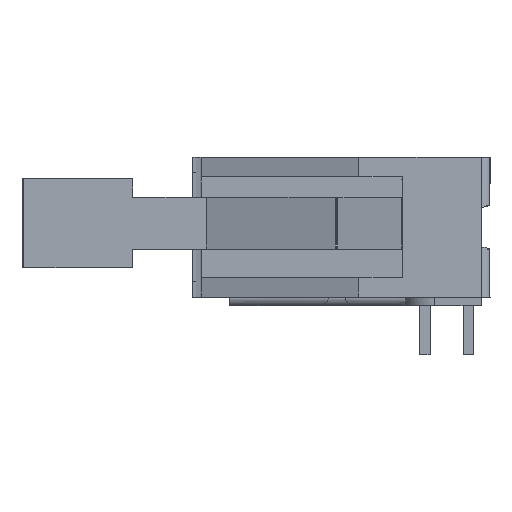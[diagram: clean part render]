
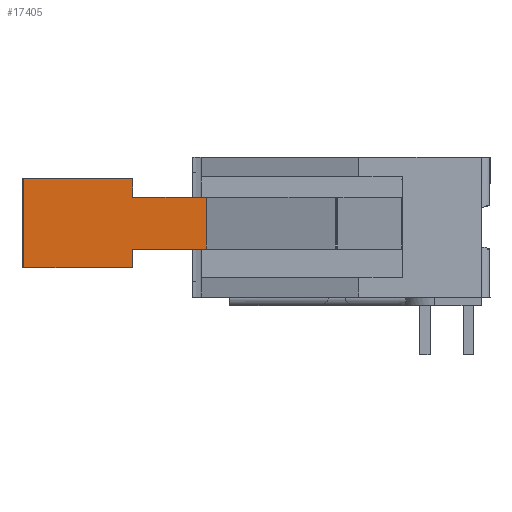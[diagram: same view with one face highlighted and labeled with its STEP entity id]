
A CAD part, left-side view. The second image highlights one B-rep face of the part: STEP entity #17405.
In plain terms, the highlighted planar face has unit normal (-1, 0, 0).
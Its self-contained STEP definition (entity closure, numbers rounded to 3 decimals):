
#168=B_SPLINE_CURVE_WITH_KNOTS($,1,(#25858,#25859),.UNSPECIFIED.,.F.,.F.,
(2,2),(0.,1.),.UNSPECIFIED.);
#169=B_SPLINE_CURVE_WITH_KNOTS($,1,(#25861,#25862),.UNSPECIFIED.,.F.,.F.,
(2,2),(0.,0.973),.UNSPECIFIED.);
#170=B_SPLINE_CURVE_WITH_KNOTS($,1,(#25866,#25867),.UNSPECIFIED.,.F.,.F.,
(2,2),(0.027,1.),.UNSPECIFIED.);
#171=B_SPLINE_CURVE_WITH_KNOTS($,1,(#25868,#25869),.UNSPECIFIED.,.F.,.F.,
(2,2),(0.,1.),.UNSPECIFIED.);
#172=B_SPLINE_CURVE_WITH_KNOTS($,1,(#25870,#25871),.UNSPECIFIED.,.F.,.F.,
(2,2),(0.,1.),.UNSPECIFIED.);
#451=FACE_OUTER_BOUND($,#1561,.T.);
#1561=EDGE_LOOP($,(#12244,#12245,#12246,#12247,#12248,#12249,#12250,#12251));
#2952=LINE($,#25837,#5277);
#2958=LINE($,#25856,#5283);
#2959=LINE($,#25864,#5284);
#5277=VECTOR($,#20617,4.281);
#5283=VECTOR($,#20633,4.281);
#5284=VECTOR($,#20634,5.182);
#7524=VERTEX_POINT($,#25835);
#7525=VERTEX_POINT($,#25836);
#7532=VERTEX_POINT($,#25854);
#7533=VERTEX_POINT($,#25855);
#7534=VERTEX_POINT($,#25857);
#7535=VERTEX_POINT($,#25860);
#7536=VERTEX_POINT($,#25863);
#7537=VERTEX_POINT($,#25865);
#9312=EDGE_CURVE($,#7524,#7525,#2952,.T.);
#9322=EDGE_CURVE($,#7532,#7533,#2958,.T.);
#9323=EDGE_CURVE($,#7533,#7534,#168,.T.);
#9324=EDGE_CURVE($,#7534,#7535,#169,.T.);
#9325=EDGE_CURVE($,#7535,#7536,#2959,.T.);
#9326=EDGE_CURVE($,#7536,#7537,#170,.T.);
#9327=EDGE_CURVE($,#7525,#7537,#171,.T.);
#9328=EDGE_CURVE($,#7524,#7532,#172,.T.);
#12244=ORIENTED_EDGE($,*,*,#9322,.T.);
#12245=ORIENTED_EDGE($,*,*,#9323,.T.);
#12246=ORIENTED_EDGE($,*,*,#9324,.T.);
#12247=ORIENTED_EDGE($,*,*,#9325,.T.);
#12248=ORIENTED_EDGE($,*,*,#9326,.T.);
#12249=ORIENTED_EDGE($,*,*,#9327,.F.);
#12250=ORIENTED_EDGE($,*,*,#9312,.F.);
#12251=ORIENTED_EDGE($,*,*,#9328,.T.);
#16331=PLANE($,#18815);
#17405=ADVANCED_FACE($,(#451),#16331,.T.);
#18815=AXIS2_PLACEMENT_3D($,#25853,#20631,#20632);
#20617=DIRECTION($,(0.,1.,0.));
#20631=DIRECTION('center_axis',(-1.,0.,0.));
#20632=DIRECTION('ref_axis',(0.,-1.,0.));
#20633=DIRECTION($,(0.,1.,0.));
#20634=DIRECTION($,(0.,0.,-1.));
#25835=CARTESIAN_POINT('',(-46.266,13.953,3.302));
#25836=CARTESIAN_POINT('',(-46.266,18.235,3.302));
#25837=CARTESIAN_POINT($,(-46.266,13.953,3.302));
#25853=CARTESIAN_POINT('Origin',(-46.266,12.953,1.21));
#25854=CARTESIAN_POINT('',(-46.266,13.953,6.299));
#25855=CARTESIAN_POINT('',(-46.266,18.235,6.299));
#25856=CARTESIAN_POINT($,(-46.266,13.953,6.299));
#25857=CARTESIAN_POINT('',(-46.266,18.235,7.391));
#25858=CARTESIAN_POINT('Ctrl Pts',(-46.266,18.235,6.299));
#25859=CARTESIAN_POINT('Ctrl Pts',(-46.266,18.235,7.391));
#25860=CARTESIAN_POINT('',(-46.266,24.561,7.391));
#25861=CARTESIAN_POINT('Ctrl Pts',(-46.266,18.235,7.391));
#25862=CARTESIAN_POINT('Ctrl Pts',(-46.266,24.561,7.391));
#25863=CARTESIAN_POINT('',(-46.266,24.561,2.21));
#25864=CARTESIAN_POINT($,(-46.266,24.561,7.391));
#25865=CARTESIAN_POINT('',(-46.266,18.235,2.21));
#25866=CARTESIAN_POINT('Ctrl Pts',(-46.266,24.561,2.21));
#25867=CARTESIAN_POINT('Ctrl Pts',(-46.266,18.235,2.21));
#25868=CARTESIAN_POINT('Ctrl Pts',(-46.266,18.235,3.302));
#25869=CARTESIAN_POINT('Ctrl Pts',(-46.266,18.235,2.21));
#25870=CARTESIAN_POINT('Ctrl Pts',(-46.266,13.953,3.302));
#25871=CARTESIAN_POINT('Ctrl Pts',(-46.266,13.953,6.299));
